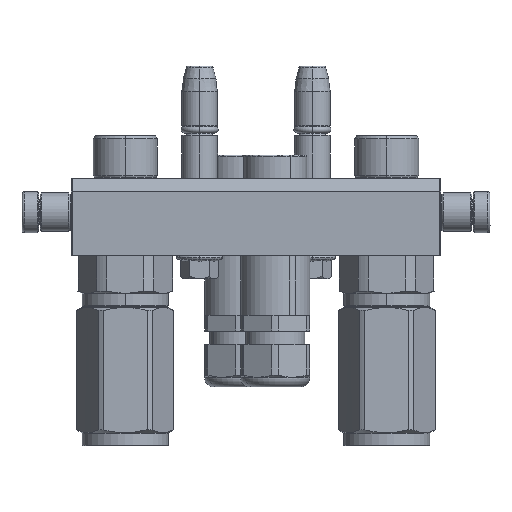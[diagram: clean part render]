
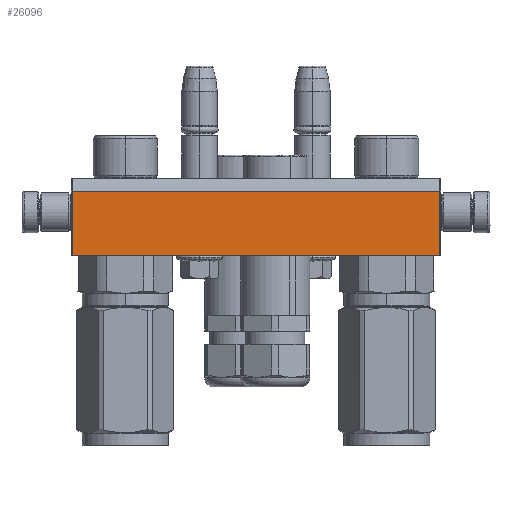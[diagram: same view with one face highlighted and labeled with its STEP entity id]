
A CAD part, left-side view. The second image highlights one B-rep face of the part: STEP entity #26096.
In plain terms, the highlighted face is planar.
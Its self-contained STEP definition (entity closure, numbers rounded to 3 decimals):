
#1285 = VECTOR ( 'NONE', #23037, 1000. ) ;
#1476 = EDGE_CURVE ( 'NONE', #73072, #15808, #42576, .T. ) ;
#7677 = DIRECTION ( 'NONE',  ( -1., 0., 0. ) ) ;
#10761 = CARTESIAN_POINT ( 'NONE',  ( 143.5, 30., -90. ) ) ;
#10850 = LINE ( 'NONE', #77279, #25174 ) ;
#11724 = AXIS2_PLACEMENT_3D ( 'NONE', #57749, #18834, #7677 ) ;
#12433 = CARTESIAN_POINT ( 'NONE',  ( 0.5, 5., -90. ) ) ;
#12683 = DIRECTION ( 'NONE',  ( -1., 0., 0. ) ) ;
#15808 = VERTEX_POINT ( 'NONE', #80600 ) ;
#16268 = CARTESIAN_POINT ( 'NONE',  ( 143.5, 5., -90. ) ) ;
#18834 = DIRECTION ( 'NONE',  ( 0., 0., -1. ) ) ;
#22339 = VERTEX_POINT ( 'NONE', #83653 ) ;
#23037 = DIRECTION ( 'NONE',  ( -1., 0., 0. ) ) ;
#25174 = VECTOR ( 'NONE', #12683, 1000. ) ;
#26096 = ADVANCED_FACE ( 'NONE', ( #35266 ), #78583, .T. ) ;
#27482 = DIRECTION ( 'NONE',  ( 0., 1., 0. ) ) ;
#30835 = CARTESIAN_POINT ( 'NONE',  ( 143.5, 5., -90. ) ) ;
#35266 = FACE_OUTER_BOUND ( 'NONE', #74049, .T. ) ;
#41152 = VECTOR ( 'NONE', #50435, 1000. ) ;
#42576 = LINE ( 'NONE', #12433, #52792 ) ;
#45156 = ORIENTED_EDGE ( 'NONE', *, *, #54170, .T. ) ;
#50435 = DIRECTION ( 'NONE',  ( 0., 1., 0. ) ) ;
#52792 = VECTOR ( 'NONE', #27482, 1000. ) ;
#54170 = EDGE_CURVE ( 'NONE', #74251, #73072, #10850, .T. ) ;
#57749 = CARTESIAN_POINT ( 'NONE',  ( 144., 0., -90. ) ) ;
#58519 = LINE ( 'NONE', #30835, #41152 ) ;
#59022 = ORIENTED_EDGE ( 'NONE', *, *, #1476, .T. ) ;
#59053 = ORIENTED_EDGE ( 'NONE', *, *, #59262, .F. ) ;
#59262 = EDGE_CURVE ( 'NONE', #22339, #15808, #67440, .T. ) ;
#67440 = LINE ( 'NONE', #10761, #1285 ) ;
#72871 = CARTESIAN_POINT ( 'NONE',  ( 0.5, 5., -90. ) ) ;
#73072 = VERTEX_POINT ( 'NONE', #72871 ) ;
#74049 = EDGE_LOOP ( 'NONE', ( #59053, #77940, #45156, #59022 ) ) ;
#74251 = VERTEX_POINT ( 'NONE', #16268 ) ;
#77199 = EDGE_CURVE ( 'NONE', #74251, #22339, #58519, .T. ) ;
#77279 = CARTESIAN_POINT ( 'NONE',  ( 143.5, 5., -90. ) ) ;
#77940 = ORIENTED_EDGE ( 'NONE', *, *, #77199, .F. ) ;
#78583 = PLANE ( 'NONE',  #11724 ) ;
#80600 = CARTESIAN_POINT ( 'NONE',  ( 0.5, 30., -90. ) ) ;
#83653 = CARTESIAN_POINT ( 'NONE',  ( 143.5, 30., -90. ) ) ;
